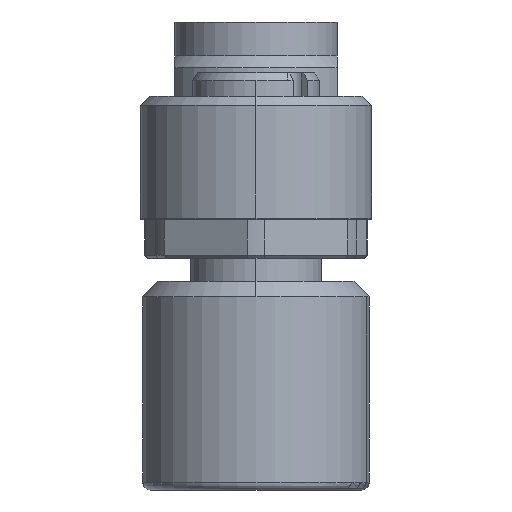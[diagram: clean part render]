
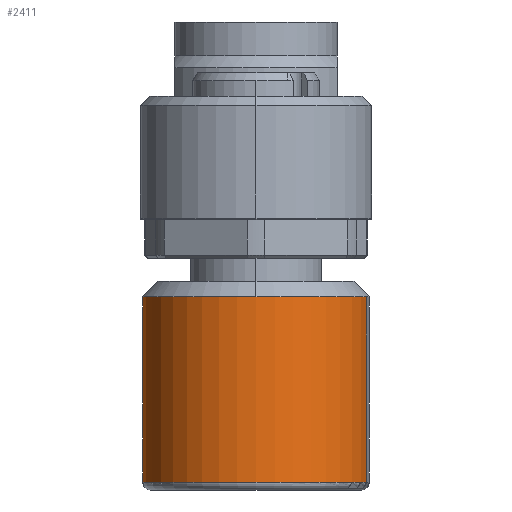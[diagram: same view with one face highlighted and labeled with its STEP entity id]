
A CAD part, left-side view. The second image highlights one B-rep face of the part: STEP entity #2411.
In plain terms, the highlighted cylindrical face has radius 7.35 mm (diameter 14.7 mm), a partial arc.
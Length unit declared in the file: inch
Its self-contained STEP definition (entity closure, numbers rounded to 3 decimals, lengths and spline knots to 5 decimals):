
#34=CARTESIAN_POINT('',(0.,0.,0.25591));
#35=DIRECTION('',(0.,0.,-1.));
#36=DIRECTION('',(-0.232,-0.973,0.));
#37=AXIS2_PLACEMENT_3D('',#34,#35,#36);
#48=DIRECTION('',(0.,0.,1.));
#49=VECTOR('',#48,0.07874);
#50=CARTESIAN_POINT('',(0.06704,0.2815,0.1378));
#51=LINE('',#50,#49);
#52=DIRECTION('',(0.,0.,-1.));
#53=VECTOR('',#52,0.47244);
#54=CARTESIAN_POINT('',(-0.06704,-0.2815,
0.25591));
#55=LINE('',#54,#53);
#56=DIRECTION('',(0.,0.,1.));
#57=VECTOR('',#56,0.07874);
#58=CARTESIAN_POINT('',(0.06704,0.2815,
-0.21654));
#59=LINE('',#58,#57);
#60=DIRECTION('',(0.,0.,1.));
#61=VECTOR('',#60,0.03937);
#62=CARTESIAN_POINT('',(0.02057,0.28864,
-0.1378));
#63=LINE('',#62,#61);
#64=DIRECTION('',(0.,0.,1.));
#65=VECTOR('',#64,0.07874);
#66=CARTESIAN_POINT('',(0.06704,0.2815,
-0.09843));
#67=LINE('',#66,#65);
#68=DIRECTION('',(0.,0.,1.));
#69=VECTOR('',#68,0.03937);
#70=CARTESIAN_POINT('',(0.02057,0.28864,
-0.01969));
#71=LINE('',#70,#69);
#72=DIRECTION('',(0.,0.,1.));
#73=VECTOR('',#72,0.07874);
#74=CARTESIAN_POINT('',(0.06704,0.2815,0.01969));
#75=LINE('',#74,#73);
#76=DIRECTION('',(0.,0.,1.));
#77=VECTOR('',#76,0.03937);
#78=CARTESIAN_POINT('',(0.02057,0.28864,0.09843));
#79=LINE('',#78,#77);
#101=DIRECTION('',(0.,0.,-1.));
#102=VECTOR('',#101,0.03937);
#103=CARTESIAN_POINT('',(0.06704,0.2815,
0.25591));
#104=LINE('',#103,#102);
#178=CARTESIAN_POINT('',(0.,0.,-0.21654));
#179=DIRECTION('',(0.,0.,1.));
#180=DIRECTION('',(0.232,0.973,0.));
#181=AXIS2_PLACEMENT_3D('',#178,#179,#180);
#183=CARTESIAN_POINT('',(0.,0.,-0.21654));
#184=DIRECTION('',(0.,0.,1.));
#185=DIRECTION('',(-1.,0.,0.));
#186=AXIS2_PLACEMENT_3D('',#183,#184,#185);
#978=CARTESIAN_POINT('',(0.,0.,0.25591));
#979=DIRECTION('',(0.,0.,-1.));
#980=DIRECTION('',(-1.,0.,0.));
#981=AXIS2_PLACEMENT_3D('',#978,#979,#980);
#987=CARTESIAN_POINT('',(0.,0.,0.1378));
#988=DIRECTION('',(0.,0.,1.));
#989=DIRECTION('',(0.232,0.973,0.));
#990=AXIS2_PLACEMENT_3D('',#987,#988,#989);
#1014=CARTESIAN_POINT('',(0.,0.,0.09843));
#1015=DIRECTION('',(0.,0.,-1.));
#1016=DIRECTION('',(0.071,0.997,0.));
#1017=AXIS2_PLACEMENT_3D('',#1014,#1015,#1016);
#1031=CARTESIAN_POINT('',(0.,0.,0.01969));
#1032=DIRECTION('',(0.,0.,1.));
#1033=DIRECTION('',(0.232,0.973,0.));
#1034=AXIS2_PLACEMENT_3D('',#1031,#1032,#1033);
#1058=CARTESIAN_POINT('',(0.,0.,-0.01969));
#1059=DIRECTION('',(0.,0.,-1.));
#1060=DIRECTION('',(0.071,0.997,0.));
#1061=AXIS2_PLACEMENT_3D('',#1058,#1059,#1060);
#1075=CARTESIAN_POINT('',(0.,0.,-0.09843));
#1076=DIRECTION('',(0.,0.,1.));
#1077=DIRECTION('',(0.232,0.973,0.));
#1078=AXIS2_PLACEMENT_3D('',#1075,#1076,#1077);
#1102=CARTESIAN_POINT('',(0.,0.,-0.1378));
#1103=DIRECTION('',(0.,0.,-1.));
#1104=DIRECTION('',(0.071,0.997,0.));
#1105=AXIS2_PLACEMENT_3D('',#1102,#1103,#1104);
#1866=CARTESIAN_POINT('',(-0.06704,-0.2815,
0.25591));
#1867=CARTESIAN_POINT('',(-0.28937,0.,0.25591));
#1868=VERTEX_POINT('',#1866);
#1869=VERTEX_POINT('',#1867);
#1872=CARTESIAN_POINT('',(0.06704,0.2815,
0.1378));
#1873=CARTESIAN_POINT('',(0.06704,0.2815,
0.21654));
#1874=VERTEX_POINT('',#1872);
#1875=VERTEX_POINT('',#1873);
#1876=CARTESIAN_POINT('',(0.06704,0.2815,
0.25591));
#1877=VERTEX_POINT('',#1876);
#1878=CARTESIAN_POINT('',(-0.06704,-0.2815,
-0.21654));
#1879=VERTEX_POINT('',#1878);
#1880=CARTESIAN_POINT('',(-0.28937,0.,-0.21654));
#1881=VERTEX_POINT('',#1880);
#1882=CARTESIAN_POINT('',(0.06704,0.2815,
-0.21654));
#1883=VERTEX_POINT('',#1882);
#1884=CARTESIAN_POINT('',(0.06704,0.2815,
-0.1378));
#1885=VERTEX_POINT('',#1884);
#1886=CARTESIAN_POINT('',(0.02057,0.28864,
-0.1378));
#1887=VERTEX_POINT('',#1886);
#1888=CARTESIAN_POINT('',(0.02057,0.28864,
-0.09843));
#1889=VERTEX_POINT('',#1888);
#1890=CARTESIAN_POINT('',(0.06704,0.2815,
-0.09843));
#1891=VERTEX_POINT('',#1890);
#1892=CARTESIAN_POINT('',(0.06704,0.2815,
-0.01969));
#1893=VERTEX_POINT('',#1892);
#1894=CARTESIAN_POINT('',(0.02057,0.28864,
-0.01969));
#1895=VERTEX_POINT('',#1894);
#1896=CARTESIAN_POINT('',(0.02057,0.28864,
0.01969));
#1897=VERTEX_POINT('',#1896);
#1898=CARTESIAN_POINT('',(0.06704,0.2815,
0.01969));
#1899=VERTEX_POINT('',#1898);
#1900=CARTESIAN_POINT('',(0.06704,0.2815,
0.09843));
#1901=VERTEX_POINT('',#1900);
#1902=CARTESIAN_POINT('',(0.02057,0.28864,
0.09843));
#1903=VERTEX_POINT('',#1902);
#1904=CARTESIAN_POINT('',(0.02057,0.28864,
0.1378));
#1905=VERTEX_POINT('',#1904);
#2367=CARTESIAN_POINT('',(0.,0.,0.));
#2368=DIRECTION('',(0.,0.,1.));
#2369=DIRECTION('',(-0.232,-0.973,0.));
#2370=AXIS2_PLACEMENT_3D('',#2367,#2368,#2369);
#2371=CYLINDRICAL_SURFACE('',#2370,0.28937);
#2373=ORIENTED_EDGE('',*,*,#2372,.T.);
#2375=ORIENTED_EDGE('',*,*,#2374,.F.);
#2377=ORIENTED_EDGE('',*,*,#2376,.F.);
#2378=ORIENTED_EDGE('',*,*,#2355,.F.);
#2380=ORIENTED_EDGE('',*,*,#2379,.T.);
#2382=ORIENTED_EDGE('',*,*,#2381,.F.);
#2384=ORIENTED_EDGE('',*,*,#2383,.F.);
#2386=ORIENTED_EDGE('',*,*,#2385,.T.);
#2388=ORIENTED_EDGE('',*,*,#2387,.F.);
#2390=ORIENTED_EDGE('',*,*,#2389,.T.);
#2392=ORIENTED_EDGE('',*,*,#2391,.F.);
#2394=ORIENTED_EDGE('',*,*,#2393,.T.);
#2396=ORIENTED_EDGE('',*,*,#2395,.F.);
#2398=ORIENTED_EDGE('',*,*,#2397,.T.);
#2400=ORIENTED_EDGE('',*,*,#2399,.F.);
#2402=ORIENTED_EDGE('',*,*,#2401,.T.);
#2404=ORIENTED_EDGE('',*,*,#2403,.F.);
#2406=ORIENTED_EDGE('',*,*,#2405,.T.);
#2408=ORIENTED_EDGE('',*,*,#2407,.F.);
#2409=EDGE_LOOP('',(#2373,#2375,#2377,#2378,#2380,#2382,#2384,#2386,#2388,#2390,
#2392,#2394,#2396,#2398,#2400,#2402,#2404,#2406,#2408));
#2410=FACE_OUTER_BOUND('',#2409,.F.);
#38=CIRCLE('',#37,0.28937);
#182=CIRCLE('',#181,0.28937);
#187=CIRCLE('',#186,0.28937);
#982=CIRCLE('',#981,0.28937);
#991=CIRCLE('',#990,0.28937);
#1018=CIRCLE('',#1017,0.28937);
#1035=CIRCLE('',#1034,0.28937);
#1062=CIRCLE('',#1061,0.28937);
#1079=CIRCLE('',#1078,0.28937);
#1106=CIRCLE('',#1105,0.28937);
#2355=EDGE_CURVE('',#1868,#1869,#38,.T.);
#2372=EDGE_CURVE('',#1874,#1875,#51,.T.);
#2374=EDGE_CURVE('',#1877,#1875,#104,.T.);
#2376=EDGE_CURVE('',#1869,#1877,#982,.T.);
#2379=EDGE_CURVE('',#1868,#1879,#55,.T.);
#2381=EDGE_CURVE('',#1881,#1879,#187,.T.);
#2383=EDGE_CURVE('',#1883,#1881,#182,.T.);
#2385=EDGE_CURVE('',#1883,#1885,#59,.T.);
#2387=EDGE_CURVE('',#1887,#1885,#1106,.T.);
#2389=EDGE_CURVE('',#1887,#1889,#63,.T.);
#2391=EDGE_CURVE('',#1891,#1889,#1079,.T.);
#2393=EDGE_CURVE('',#1891,#1893,#67,.T.);
#2395=EDGE_CURVE('',#1895,#1893,#1062,.T.);
#2397=EDGE_CURVE('',#1895,#1897,#71,.T.);
#2399=EDGE_CURVE('',#1899,#1897,#1035,.T.);
#2401=EDGE_CURVE('',#1899,#1901,#75,.T.);
#2403=EDGE_CURVE('',#1903,#1901,#1018,.T.);
#2405=EDGE_CURVE('',#1903,#1905,#79,.T.);
#2407=EDGE_CURVE('',#1874,#1905,#991,.T.);
#2411=ADVANCED_FACE('',(#2410),#2371,.T.);
